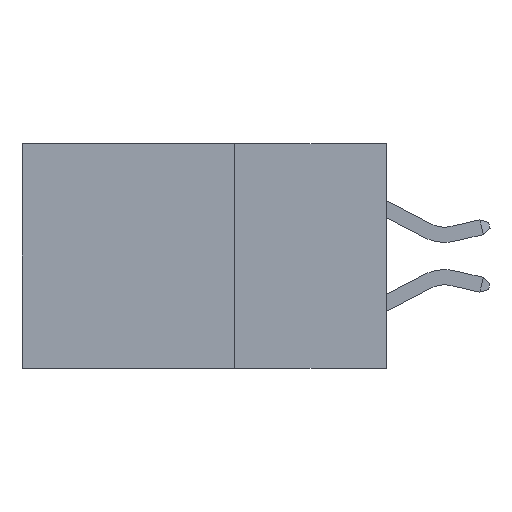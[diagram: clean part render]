
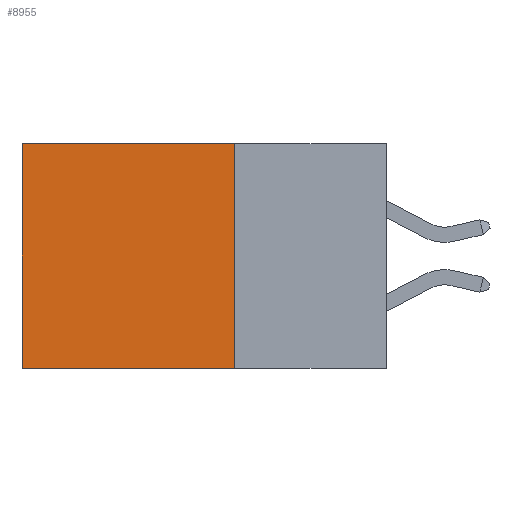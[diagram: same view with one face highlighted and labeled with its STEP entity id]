
A CAD part, left-side view. The second image highlights one B-rep face of the part: STEP entity #8955.
In plain terms, the highlighted planar face has unit normal (-1, 0, 0).
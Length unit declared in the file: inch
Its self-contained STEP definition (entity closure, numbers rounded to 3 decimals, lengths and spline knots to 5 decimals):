
#1344 = CARTESIAN_POINT ( 'NONE',  ( 0.298, 0.25, -0.37 ) ) ;
#1917 = AXIS2_PLACEMENT_3D ( 'NONE', #10394, #12907, #3386 ) ;
#2783 = CARTESIAN_POINT ( 'NONE',  ( 0.298, 0.25, 0. ) ) ;
#3259 = VECTOR ( 'NONE', #3969, 39.37008 ) ;
#3386 = DIRECTION ( 'NONE',  ( 0., 0., -1. ) ) ;
#3525 = EDGE_CURVE ( 'NONE', #6798, #5038, #5141, .T. ) ;
#3969 = DIRECTION ( 'NONE',  ( 0., 1., 0. ) ) ;
#4020 = EDGE_CURVE ( 'NONE', #5038, #10395, #6024, .T. ) ;
#4555 = EDGE_CURVE ( 'NONE', #6798, #4765, #14527, .T. ) ;
#4765 = VERTEX_POINT ( 'NONE', #11539 ) ;
#4889 = ORIENTED_EDGE ( 'NONE', *, *, #7576, .T. ) ;
#5038 = VERTEX_POINT ( 'NONE', #1344 ) ;
#5114 = ORIENTED_EDGE ( 'NONE', *, *, #3525, .F. ) ;
#5141 = LINE ( 'NONE', #2783, #13394 ) ;
#5392 = CARTESIAN_POINT ( 'NONE',  ( 0.298, 0.6, -0.37 ) ) ;
#6024 = LINE ( 'NONE', #13451, #8990 ) ;
#6297 = CARTESIAN_POINT ( 'NONE',  ( 0.298, 0.25, 0. ) ) ;
#6798 = VERTEX_POINT ( 'NONE', #13593 ) ;
#7574 = FACE_OUTER_BOUND ( 'NONE', #12745, .T. ) ;
#7576 = EDGE_CURVE ( 'NONE', #4765, #10395, #11818, .T. ) ;
#7795 = DIRECTION ( 'NONE',  ( 0., 0., -1. ) ) ;
#8114 = ORIENTED_EDGE ( 'NONE', *, *, #4020, .F. ) ;
#8955 = ADVANCED_FACE ( 'NONE', ( #7574 ), #11735, .F. ) ;
#8990 = VECTOR ( 'NONE', #14668, 39.37008 ) ;
#10394 = CARTESIAN_POINT ( 'NONE',  ( 0.298, 0.25, 0. ) ) ;
#10395 = VERTEX_POINT ( 'NONE', #5392 ) ;
#10714 = VECTOR ( 'NONE', #7795, 39.37008 ) ;
#11290 = CARTESIAN_POINT ( 'NONE',  ( 0.298, 0.6, 0. ) ) ;
#11539 = CARTESIAN_POINT ( 'NONE',  ( 0.298, 0.6, 0. ) ) ;
#11735 = PLANE ( 'NONE',  #1917 ) ;
#11818 = LINE ( 'NONE', #11290, #10714 ) ;
#12745 = EDGE_LOOP ( 'NONE', ( #4889, #8114, #5114, #14977 ) ) ;
#12907 = DIRECTION ( 'NONE',  ( 1., 0., 0. ) ) ;
#13394 = VECTOR ( 'NONE', #14445, 39.37008 ) ;
#13451 = CARTESIAN_POINT ( 'NONE',  ( 0.298, 0.25, -0.37 ) ) ;
#13593 = CARTESIAN_POINT ( 'NONE',  ( 0.298, 0.25, 0. ) ) ;
#14445 = DIRECTION ( 'NONE',  ( 0., 0., -1. ) ) ;
#14527 = LINE ( 'NONE', #6297, #3259 ) ;
#14668 = DIRECTION ( 'NONE',  ( 0., 1., 0. ) ) ;
#14977 = ORIENTED_EDGE ( 'NONE', *, *, #4555, .T. ) ;
